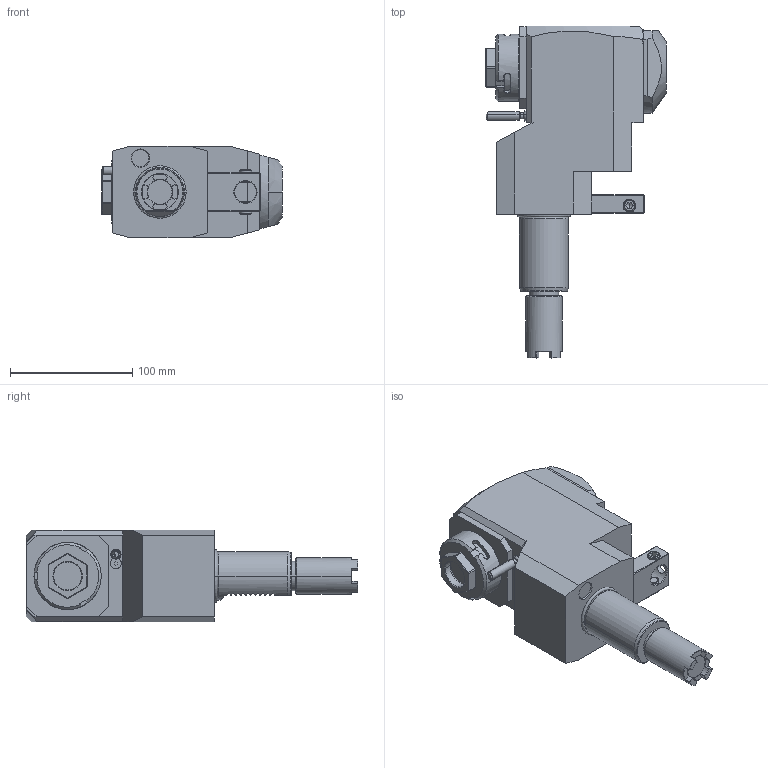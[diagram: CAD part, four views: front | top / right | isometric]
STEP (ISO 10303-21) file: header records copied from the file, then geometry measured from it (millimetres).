
FILE_DESCRIPTION((''),'2;1');
FILE_NAME('NGT1_40_455_32_1_2_120TB','2024-10-28T',('vali'),('NOVA GRUP'),'PRO/ENGINEER BY PARAMETRIC TECHNOLOGY CORPORATION, 2010280','PRO/ENGINEER BY PARAMETRIC TECHNOLOGY CORPORATION, 2010280','');
FILE_SCHEMA(('CONFIG_CONTROL_DESIGN'));
Length unit declared in the file: millimetre
Products named in the file (1): NGT1_40_455_32_1_2_120TB
Bounding box: 147.5 x 271.55 x 75 mm (x, y, z)
Volume: 1314895.2 mm3; surface area: 96172.4 mm2
Topology: 1 solids, 1 shells, 376 faces, 992 edges, 633 vertices
Faces by surface type: plane 222, cone 73, cylinder 70, bspline 6, torus 3, sphere 2
Entity records: 14734 total; most frequent: CARTESIAN_POINT 5724, ORIENTED_EDGE 1976, DIRECTION 1696, EDGE_CURVE 988, VERTEX_POINT 633, VECTOR 570, LINE 570, AXIS2_PLACEMENT_3D 563
